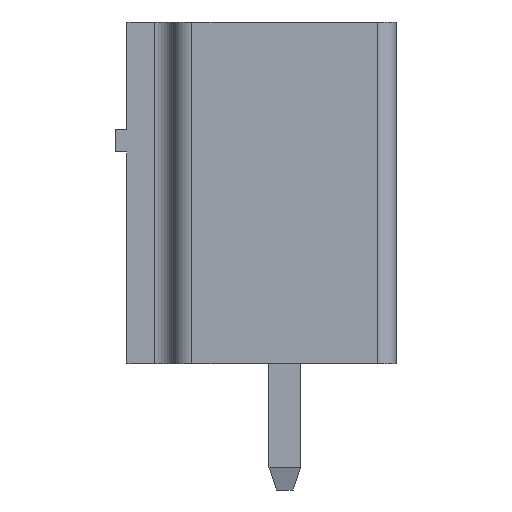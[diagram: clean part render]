
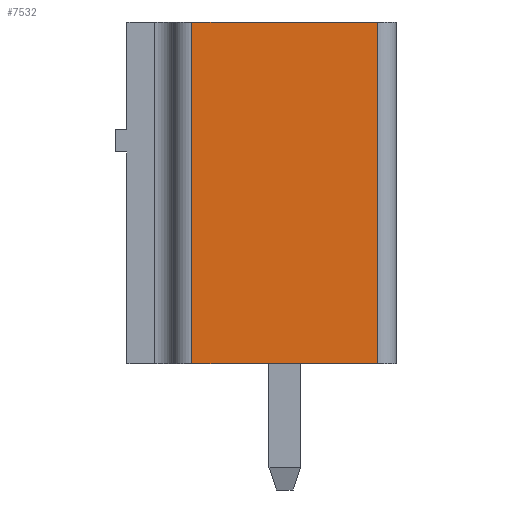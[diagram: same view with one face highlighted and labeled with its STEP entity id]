
A CAD part, left-side view. The second image highlights one B-rep face of the part: STEP entity #7532.
In plain terms, the highlighted planar face has unit normal (-1, 0, 0).
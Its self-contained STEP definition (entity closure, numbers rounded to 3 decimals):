
#44 = PLANE('',#45);
#45 = AXIS2_PLACEMENT_3D('',#46,#47,#48);
#46 = CARTESIAN_POINT('',(-7.1,-3.,0.));
#47 = DIRECTION('',(0.,0.,-1.));
#48 = DIRECTION('',(-1.,0.,0.));
#72 = CYLINDRICAL_SURFACE('',#73,0.5);
#73 = AXIS2_PLACEMENT_3D('',#74,#75,#76);
#74 = CARTESIAN_POINT('',(-6.6,-2.5,0.));
#75 = DIRECTION('',(0.,0.,1.));
#76 = DIRECTION('',(0.,-1.,0.));
#100 = PLANE('',#101);
#101 = AXIS2_PLACEMENT_3D('',#102,#103,#104);
#102 = CARTESIAN_POINT('',(-7.1,-3.,9.2));
#103 = DIRECTION('',(0.,0.,-1.));
#104 = DIRECTION('',(-1.,0.,0.));
#143 = VERTEX_POINT('',#144);
#144 = CARTESIAN_POINT('',(-7.1,-2.5,0.));
#166 = EDGE_CURVE('',#167,#143,#169,.T.);
#167 = VERTEX_POINT('',#168);
#168 = CARTESIAN_POINT('',(-7.1,2.5,0.));
#169 = SURFACE_CURVE('',#170,(#174,#181),.PCURVE_S1.);
#170 = LINE('',#171,#172);
#171 = CARTESIAN_POINT('',(-7.1,3.,0.));
#172 = VECTOR('',#173,1.);
#173 = DIRECTION('',(0.,-1.,0.));
#174 = PCURVE('',#44,#175);
#175 = DEFINITIONAL_REPRESENTATION('',(#176),#180);
#176 = LINE('',#177,#178);
#177 = CARTESIAN_POINT('',(0.,6.));
#178 = VECTOR('',#179,1.);
#179 = DIRECTION('',(0.,-1.));
#180 = ( GEOMETRIC_REPRESENTATION_CONTEXT(2)
PARAMETRIC_REPRESENTATION_CONTEXT() REPRESENTATION_CONTEXT('2D SPACE',''
) );
#181 = PCURVE('',#182,#187);
#182 = PLANE('',#183);
#183 = AXIS2_PLACEMENT_3D('',#184,#185,#186);
#184 = CARTESIAN_POINT('',(-7.1,3.,0.));
#185 = DIRECTION('',(1.,0.,0.));
#186 = DIRECTION('',(0.,-1.,0.));
#187 = DEFINITIONAL_REPRESENTATION('',(#188),#192);
#188 = LINE('',#189,#190);
#189 = CARTESIAN_POINT('',(0.,0.));
#190 = VECTOR('',#191,1.);
#191 = DIRECTION('',(1.,0.));
#192 = ( GEOMETRIC_REPRESENTATION_CONTEXT(2)
PARAMETRIC_REPRESENTATION_CONTEXT() REPRESENTATION_CONTEXT('2D SPACE',''
) );
#215 = CYLINDRICAL_SURFACE('',#216,0.5);
#216 = AXIS2_PLACEMENT_3D('',#217,#218,#219);
#217 = CARTESIAN_POINT('',(-6.6,2.5,0.));
#218 = DIRECTION('',(0.,0.,1.));
#219 = DIRECTION('',(0.,1.,0.));
#1894 = EDGE_CURVE('',#143,#1895,#1897,.T.);
#1895 = VERTEX_POINT('',#1896);
#1896 = CARTESIAN_POINT('',(-7.1,-2.5,9.2));
#1897 = SURFACE_CURVE('',#1898,(#1902,#1909),.PCURVE_S1.);
#1898 = LINE('',#1899,#1900);
#1899 = CARTESIAN_POINT('',(-7.1,-2.5,0.));
#1900 = VECTOR('',#1901,1.);
#1901 = DIRECTION('',(0.,0.,1.));
#1902 = PCURVE('',#72,#1903);
#1903 = DEFINITIONAL_REPRESENTATION('',(#1904),#1908);
#1904 = LINE('',#1905,#1906);
#1905 = CARTESIAN_POINT('',(-1.571,0.));
#1906 = VECTOR('',#1907,1.);
#1907 = DIRECTION('',(0.,1.));
#1908 = ( GEOMETRIC_REPRESENTATION_CONTEXT(2)
PARAMETRIC_REPRESENTATION_CONTEXT() REPRESENTATION_CONTEXT('2D SPACE',''
) );
#1909 = PCURVE('',#182,#1910);
#1910 = DEFINITIONAL_REPRESENTATION('',(#1911),#1915);
#1911 = LINE('',#1912,#1913);
#1912 = CARTESIAN_POINT('',(5.5,0.));
#1913 = VECTOR('',#1914,1.);
#1914 = DIRECTION('',(0.,-1.));
#1915 = ( GEOMETRIC_REPRESENTATION_CONTEXT(2)
PARAMETRIC_REPRESENTATION_CONTEXT() REPRESENTATION_CONTEXT('2D SPACE',''
) );
#1999 = EDGE_CURVE('',#2000,#1895,#2002,.T.);
#2000 = VERTEX_POINT('',#2001);
#2001 = CARTESIAN_POINT('',(-7.1,2.5,9.2));
#2002 = SURFACE_CURVE('',#2003,(#2007,#2014),.PCURVE_S1.);
#2003 = LINE('',#2004,#2005);
#2004 = CARTESIAN_POINT('',(-7.1,3.,9.2));
#2005 = VECTOR('',#2006,1.);
#2006 = DIRECTION('',(0.,-1.,0.));
#2007 = PCURVE('',#100,#2008);
#2008 = DEFINITIONAL_REPRESENTATION('',(#2009),#2013);
#2009 = LINE('',#2010,#2011);
#2010 = CARTESIAN_POINT('',(0.,6.));
#2011 = VECTOR('',#2012,1.);
#2012 = DIRECTION('',(0.,-1.));
#2013 = ( GEOMETRIC_REPRESENTATION_CONTEXT(2)
PARAMETRIC_REPRESENTATION_CONTEXT() REPRESENTATION_CONTEXT('2D SPACE',''
) );
#2014 = PCURVE('',#182,#2015);
#2015 = DEFINITIONAL_REPRESENTATION('',(#2016),#2020);
#2016 = LINE('',#2017,#2018);
#2017 = CARTESIAN_POINT('',(0.,-9.2));
#2018 = VECTOR('',#2019,1.);
#2019 = DIRECTION('',(1.,0.));
#2020 = ( GEOMETRIC_REPRESENTATION_CONTEXT(2)
PARAMETRIC_REPRESENTATION_CONTEXT() REPRESENTATION_CONTEXT('2D SPACE',''
) );
#7532 = ADVANCED_FACE('',(#7533),#182,.F.);
#7533 = FACE_BOUND('',#7534,.F.);
#7534 = EDGE_LOOP('',(#7535,#7536,#7557,#7558));
#7535 = ORIENTED_EDGE('',*,*,#166,.F.);
#7536 = ORIENTED_EDGE('',*,*,#7537,.T.);
#7537 = EDGE_CURVE('',#167,#2000,#7538,.T.);
#7538 = SURFACE_CURVE('',#7539,(#7543,#7550),.PCURVE_S1.);
#7539 = LINE('',#7540,#7541);
#7540 = CARTESIAN_POINT('',(-7.1,2.5,0.));
#7541 = VECTOR('',#7542,1.);
#7542 = DIRECTION('',(0.,0.,1.));
#7543 = PCURVE('',#182,#7544);
#7544 = DEFINITIONAL_REPRESENTATION('',(#7545),#7549);
#7545 = LINE('',#7546,#7547);
#7546 = CARTESIAN_POINT('',(0.5,0.));
#7547 = VECTOR('',#7548,1.);
#7548 = DIRECTION('',(0.,-1.));
#7549 = ( GEOMETRIC_REPRESENTATION_CONTEXT(2)
PARAMETRIC_REPRESENTATION_CONTEXT() REPRESENTATION_CONTEXT('2D SPACE',''
) );
#7550 = PCURVE('',#215,#7551);
#7551 = DEFINITIONAL_REPRESENTATION('',(#7552),#7556);
#7552 = LINE('',#7553,#7554);
#7553 = CARTESIAN_POINT('',(1.571,0.));
#7554 = VECTOR('',#7555,1.);
#7555 = DIRECTION('',(0.,1.));
#7556 = ( GEOMETRIC_REPRESENTATION_CONTEXT(2)
PARAMETRIC_REPRESENTATION_CONTEXT() REPRESENTATION_CONTEXT('2D SPACE',''
) );
#7557 = ORIENTED_EDGE('',*,*,#1999,.T.);
#7558 = ORIENTED_EDGE('',*,*,#1894,.F.);
